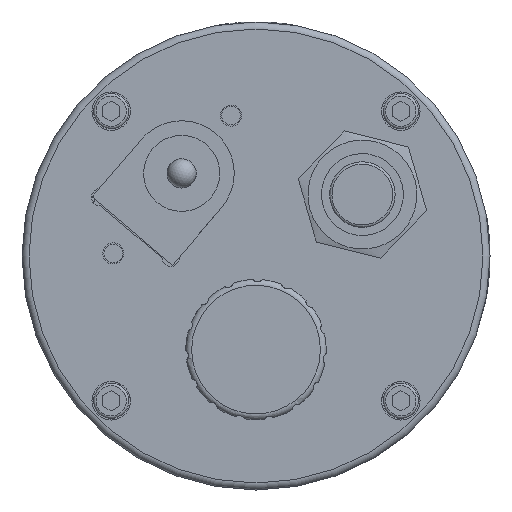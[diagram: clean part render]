
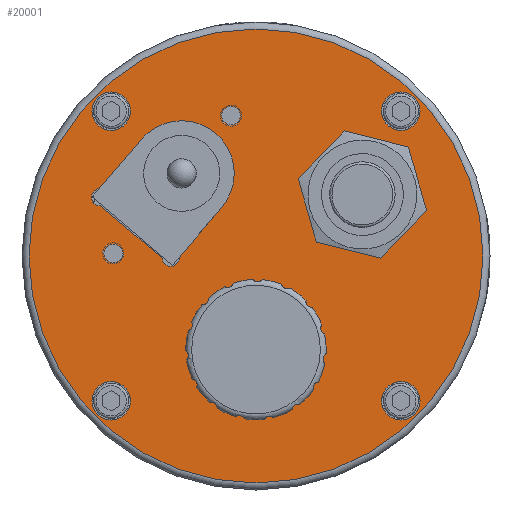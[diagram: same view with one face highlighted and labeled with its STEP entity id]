
A CAD part, front view. The second image highlights one B-rep face of the part: STEP entity #20001.
In plain terms, the highlighted planar face has unit normal (0, -1, 0).
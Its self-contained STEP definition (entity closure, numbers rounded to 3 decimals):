
#87 = DIRECTION ( 'NONE',  ( 0., 0., 1. ) ) ;
#280 = PLANE ( 'NONE',  #1351 ) ;
#710 = FACE_BOUND ( 'NONE', #13215, .T. ) ;
#1072 = CIRCLE ( 'NONE', #8341, 0.75 ) ;
#1308 = CARTESIAN_POINT ( 'NONE',  ( 0., -4., -19.4 ) ) ;
#1351 = AXIS2_PLACEMENT_3D ( 'NONE', #6515, #21930, #14063 ) ;
#1522 = CARTESIAN_POINT ( 'NONE',  ( -12.374, -4., -12.374 ) ) ;
#1955 = FACE_BOUND ( 'NONE', #13736, .T. ) ;
#2066 = ORIENTED_EDGE ( 'NONE', *, *, #28187, .F. ) ;
#2258 = CARTESIAN_POINT ( 'NONE',  ( -8.028, -4., -0.192 ) ) ;
#2312 = CARTESIAN_POINT ( 'NONE',  ( -6.532, -4., -0.075 ) ) ;
#2373 = FACE_BOUND ( 'NONE', #23387, .T. ) ;
#2470 = VERTEX_POINT ( 'NONE', #1308 ) ;
#2516 = CARTESIAN_POINT ( 'NONE',  ( 12.374, -4., 12.374 ) ) ;
#2578 = EDGE_LOOP ( 'NONE', ( #22912 ) ) ;
#2918 = DIRECTION ( 'NONE',  ( 0., 1., 0. ) ) ;
#3330 = VERTEX_POINT ( 'NONE', #22059 ) ;
#3364 = DIRECTION ( 'NONE',  ( 0.76, 0., -0.649 ) ) ;
#3557 = AXIS2_PLACEMENT_3D ( 'NONE', #7827, #26555, #5431 ) ;
#3619 = EDGE_CURVE ( 'NONE', #8647, #19713, #13900, .T. ) ;
#3732 = VERTEX_POINT ( 'NONE', #25147 ) ;
#3909 = CARTESIAN_POINT ( 'NONE',  ( -2.935, -4., 4.137 ) ) ;
#4164 = CARTESIAN_POINT ( 'NONE',  ( 9.093, -4., 5.25 ) ) ;
#4370 = EDGE_LOOP ( 'NONE', ( #22447 ) ) ;
#4944 = EDGE_CURVE ( 'NONE', #11008, #19566, #5372, .T. ) ;
#4945 = CIRCLE ( 'NONE', #25070, 0.8 ) ;
#5372 = CIRCLE ( 'NONE', #15859, 4.5 ) ;
#5431 = DIRECTION ( 'NONE',  ( 0., 0., 1. ) ) ;
#5573 = CARTESIAN_POINT ( 'NONE',  ( -12.202, -4., 0.216 ) ) ;
#6429 = CIRCLE ( 'NONE', #24401, 1.65 ) ;
#6515 = CARTESIAN_POINT ( 'NONE',  ( 0., -4., 0. ) ) ;
#6589 = EDGE_CURVE ( 'NONE', #16860, #16860, #8867, .T. ) ;
#7038 = DIRECTION ( 'NONE',  ( 0., 0., -1. ) ) ;
#7719 = FACE_BOUND ( 'NONE', #31265, .T. ) ;
#7827 = CARTESIAN_POINT ( 'NONE',  ( -12.374, -4., 12.374 ) ) ;
#7916 = DIRECTION ( 'NONE',  ( 0., -1., 0. ) ) ;
#8341 = AXIS2_PLACEMENT_3D ( 'NONE', #23614, #7916, #16065 ) ;
#8608 = EDGE_CURVE ( 'NONE', #25619, #25619, #4945, .T. ) ;
#8647 = VERTEX_POINT ( 'NONE', #18631 ) ;
#8867 = CIRCLE ( 'NONE', #23617, 3.65 ) ;
#8902 = CARTESIAN_POINT ( 'NONE',  ( 12.374, -4., 14.024 ) ) ;
#9020 = VERTEX_POINT ( 'NONE', #16928 ) ;
#9035 = AXIS2_PLACEMENT_3D ( 'NONE', #26900, #21286, #87 ) ;
#9188 = ORIENTED_EDGE ( 'NONE', *, *, #10170, .F. ) ;
#9329 = FACE_BOUND ( 'NONE', #13860, .T. ) ;
#9587 = ORIENTED_EDGE ( 'NONE', *, *, #21328, .F. ) ;
#9756 = VECTOR ( 'NONE', #3364, 1000. ) ;
#10170 = EDGE_CURVE ( 'NONE', #33840, #33840, #16688, .T. ) ;
#10380 = CARTESIAN_POINT ( 'NONE',  ( 0., -4., -8. ) ) ;
#10444 = ORIENTED_EDGE ( 'NONE', *, *, #6589, .T. ) ;
#10662 = DIRECTION ( 'NONE',  ( 0., 0., -1. ) ) ;
#10817 = DIRECTION ( 'NONE',  ( 0., 0., -1. ) ) ;
#11008 = VERTEX_POINT ( 'NONE', #27564 ) ;
#11080 = AXIS2_PLACEMENT_3D ( 'NONE', #15681, #34190, #20987 ) ;
#11245 = ORIENTED_EDGE ( 'NONE', *, *, #25306, .F. ) ;
#11463 = EDGE_CURVE ( 'NONE', #14323, #11008, #20665, .T. ) ;
#12414 = LINE ( 'NONE', #12544, #22761 ) ;
#12544 = CARTESIAN_POINT ( 'NONE',  ( -14.065, -4., 4.964 ) ) ;
#12692 = EDGE_CURVE ( 'NONE', #3732, #8647, #1072, .T. ) ;
#13215 = EDGE_LOOP ( 'NONE', ( #25400 ) ) ;
#13435 = CARTESIAN_POINT ( 'NONE',  ( 0., -4., 0. ) ) ;
#13736 = EDGE_LOOP ( 'NONE', ( #2066 ) ) ;
#13860 = EDGE_LOOP ( 'NONE', ( #9188 ) ) ;
#13900 = LINE ( 'NONE', #32744, #9756 ) ;
#14063 = DIRECTION ( 'NONE',  ( 0., 0., -1. ) ) ;
#14323 = VERTEX_POINT ( 'NONE', #2312 ) ;
#14328 = ORIENTED_EDGE ( 'NONE', *, *, #12692, .F. ) ;
#14420 = EDGE_CURVE ( 'NONE', #32627, #32627, #26955, .T. ) ;
#14637 = DIRECTION ( 'NONE',  ( 0., 0., 1. ) ) ;
#14893 = AXIS2_PLACEMENT_3D ( 'NONE', #5573, #29713, #16221 ) ;
#15516 = FACE_BOUND ( 'NONE', #4370, .T. ) ;
#15681 = CARTESIAN_POINT ( 'NONE',  ( -7.28, -4., -0.134 ) ) ;
#15738 = CARTESIAN_POINT ( 'NONE',  ( -12.374, -4., -10.724 ) ) ;
#15848 = CARTESIAN_POINT ( 'NONE',  ( -2.135, -4., 11.203 ) ) ;
#15859 = AXIS2_PLACEMENT_3D ( 'NONE', #26006, #28464, #17832 ) ;
#16065 = DIRECTION ( 'NONE',  ( 0., 0., 1. ) ) ;
#16221 = DIRECTION ( 'NONE',  ( 0., 0., -1. ) ) ;
#16688 = CIRCLE ( 'NONE', #32392, 1.65 ) ;
#16860 = VERTEX_POINT ( 'NONE', #26549 ) ;
#16928 = CARTESIAN_POINT ( 'NONE',  ( -12.374, -4., 14.024 ) ) ;
#17084 = CARTESIAN_POINT ( 'NONE',  ( -9.779, -4., 9.982 ) ) ;
#17164 = FACE_BOUND ( 'NONE', #33238, .T. ) ;
#17170 = CARTESIAN_POINT ( 'NONE',  ( 0., -4., -12.1 ) ) ;
#17364 = DIRECTION ( 'NONE',  ( 0., -1., 0. ) ) ;
#17832 = DIRECTION ( 'NONE',  ( 0., 0., 1. ) ) ;
#17979 = FACE_OUTER_BOUND ( 'NONE', #2578, .T. ) ;
#18333 = EDGE_LOOP ( 'NONE', ( #26728 ) ) ;
#18631 = CARTESIAN_POINT ( 'NONE',  ( -13.258, -4., 4.275 ) ) ;
#18827 = DIRECTION ( 'NONE',  ( 0., -1., 0. ) ) ;
#19294 = EDGE_CURVE ( 'NONE', #2470, #2470, #33705, .T. ) ;
#19566 = VERTEX_POINT ( 'NONE', #17084 ) ;
#19713 = VERTEX_POINT ( 'NONE', #2258 ) ;
#20001 = ADVANCED_FACE ( 'NONE', ( #17979, #1955, #20479, #15516, #9329, #20051, #7719, #2373, #17164, #710 ), #280, .F. ) ;
#20051 = FACE_BOUND ( 'NONE', #18333, .T. ) ;
#20156 = VERTEX_POINT ( 'NONE', #8902 ) ;
#20479 = FACE_BOUND ( 'NONE', #34115, .T. ) ;
#20665 = LINE ( 'NONE', #3909, #24881 ) ;
#20955 = DIRECTION ( 'NONE',  ( -0.649, 0., -0.76 ) ) ;
#20987 = DIRECTION ( 'NONE',  ( 0., 0., 1. ) ) ;
#21286 = DIRECTION ( 'NONE',  ( 0., -1., 0. ) ) ;
#21328 = EDGE_CURVE ( 'NONE', #20156, #20156, #6429, .T. ) ;
#21839 = VERTEX_POINT ( 'NONE', #17170 ) ;
#21930 = DIRECTION ( 'NONE',  ( 0., 1., 0. ) ) ;
#22059 = CARTESIAN_POINT ( 'NONE',  ( -12.202, -4., -0.584 ) ) ;
#22316 = EDGE_CURVE ( 'NONE', #19566, #3732, #12414, .T. ) ;
#22447 = ORIENTED_EDGE ( 'NONE', *, *, #14420, .F. ) ;
#22573 = DIRECTION ( 'NONE',  ( 0., 1., 0. ) ) ;
#22761 = VECTOR ( 'NONE', #20955, 1000. ) ;
#22912 = ORIENTED_EDGE ( 'NONE', *, *, #19294, .T. ) ;
#23387 = EDGE_LOOP ( 'NONE', ( #28439, #11245, #27301, #14328, #26747, #31602 ) ) ;
#23397 = EDGE_CURVE ( 'NONE', #3330, #3330, #31369, .T. ) ;
#23614 = CARTESIAN_POINT ( 'NONE',  ( -13.317, -4., 5.023 ) ) ;
#23617 = AXIS2_PLACEMENT_3D ( 'NONE', #4164, #22573, #7038 ) ;
#23861 = DIRECTION ( 'NONE',  ( 0., -1., 0. ) ) ;
#24109 = CIRCLE ( 'NONE', #11080, 0.75 ) ;
#24217 = CARTESIAN_POINT ( 'NONE',  ( 12.374, -4., -10.724 ) ) ;
#24401 = AXIS2_PLACEMENT_3D ( 'NONE', #2516, #23861, #29087 ) ;
#24881 = VECTOR ( 'NONE', #33186, 1000. ) ;
#25070 = AXIS2_PLACEMENT_3D ( 'NONE', #26713, #2918, #10817 ) ;
#25147 = CARTESIAN_POINT ( 'NONE',  ( -13.376, -4., 5.77 ) ) ;
#25306 = EDGE_CURVE ( 'NONE', #19713, #14323, #24109, .T. ) ;
#25400 = ORIENTED_EDGE ( 'NONE', *, *, #26773, .T. ) ;
#25619 = VERTEX_POINT ( 'NONE', #15848 ) ;
#26006 = CARTESIAN_POINT ( 'NONE',  ( -6.357, -4., 7.06 ) ) ;
#26034 = DIRECTION ( 'NONE',  ( 0., 1., 0. ) ) ;
#26549 = CARTESIAN_POINT ( 'NONE',  ( 9.093, -4., 1.6 ) ) ;
#26555 = DIRECTION ( 'NONE',  ( 0., -1., 0. ) ) ;
#26713 = CARTESIAN_POINT ( 'NONE',  ( -2.135, -4., 12.003 ) ) ;
#26728 = ORIENTED_EDGE ( 'NONE', *, *, #8608, .T. ) ;
#26747 = ORIENTED_EDGE ( 'NONE', *, *, #22316, .F. ) ;
#26773 = EDGE_CURVE ( 'NONE', #21839, #21839, #32592, .T. ) ;
#26900 = CARTESIAN_POINT ( 'NONE',  ( 12.374, -4., -12.374 ) ) ;
#26955 = CIRCLE ( 'NONE', #9035, 1.65 ) ;
#27301 = ORIENTED_EDGE ( 'NONE', *, *, #3619, .F. ) ;
#27564 = CARTESIAN_POINT ( 'NONE',  ( -2.935, -4., 4.137 ) ) ;
#28116 = ORIENTED_EDGE ( 'NONE', *, *, #23397, .T. ) ;
#28187 = EDGE_CURVE ( 'NONE', #9020, #9020, #29671, .T. ) ;
#28439 = ORIENTED_EDGE ( 'NONE', *, *, #11463, .F. ) ;
#28464 = DIRECTION ( 'NONE',  ( 0., -1., 0. ) ) ;
#28932 = DIRECTION ( 'NONE',  ( 0., 0., -1. ) ) ;
#29087 = DIRECTION ( 'NONE',  ( 0., 0., 1. ) ) ;
#29671 = CIRCLE ( 'NONE', #3557, 1.65 ) ;
#29713 = DIRECTION ( 'NONE',  ( 0., 1., 0. ) ) ;
#30555 = AXIS2_PLACEMENT_3D ( 'NONE', #13435, #18827, #10662 ) ;
#31265 = EDGE_LOOP ( 'NONE', ( #28116 ) ) ;
#31369 = CIRCLE ( 'NONE', #14893, 0.8 ) ;
#31602 = ORIENTED_EDGE ( 'NONE', *, *, #4944, .F. ) ;
#32392 = AXIS2_PLACEMENT_3D ( 'NONE', #1522, #17364, #14637 ) ;
#32592 = CIRCLE ( 'NONE', #34186, 4.1 ) ;
#32627 = VERTEX_POINT ( 'NONE', #24217 ) ;
#32744 = CARTESIAN_POINT ( 'NONE',  ( -7.221, -4., -0.881 ) ) ;
#33186 = DIRECTION ( 'NONE',  ( 0.649, 0., 0.76 ) ) ;
#33238 = EDGE_LOOP ( 'NONE', ( #10444 ) ) ;
#33705 = CIRCLE ( 'NONE', #30555, 19.4 ) ;
#33840 = VERTEX_POINT ( 'NONE', #15738 ) ;
#34115 = EDGE_LOOP ( 'NONE', ( #9587 ) ) ;
#34186 = AXIS2_PLACEMENT_3D ( 'NONE', #10380, #26034, #28932 ) ;
#34190 = DIRECTION ( 'NONE',  ( 0., -1., 0. ) ) ;
